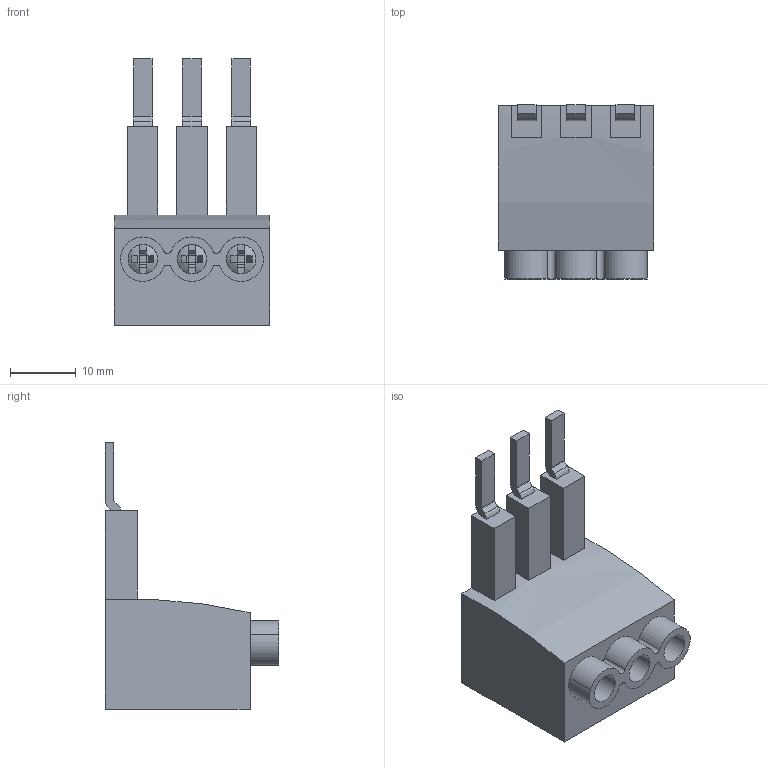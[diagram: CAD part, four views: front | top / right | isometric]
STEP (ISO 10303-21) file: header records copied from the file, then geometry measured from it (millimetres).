
FILE_DESCRIPTION(('HOOPS Exchange Step'),'2;1');
FILE_NAME('export-3C9140C6-D643-41B6-81D8-E16E2DE3BE7B.stp','2023-01-14T16:20:36+01:00',('Engineering'),('Alibre'),'HOOPS Exchange 2021.0','Alibre','Unknown authorisation');
FILE_SCHEMA( ('AP242_MANAGED_MODEL_BASED_3D_ENGINEERING_MIM_LF {1 0 10303 442 1 1 4 }') );
Length unit declared in the file: millimetre
Products named in the file (1): 6203 3RM1920-1AA 3-phase feed-in terminal for Siemens 3RM1 Series Motor Starters
Bounding box: 23.7 x 26.5 x 40.6 mm (x, y, z)
Volume: 8577.8 mm3; surface area: 5103.2 mm2
Topology: 1 solids, 4 shells, 182 faces, 489 edges, 322 vertices
Faces by surface type: plane 114, cylinder 50, sphere 6, torus 6, cone 6
Entity records: 5901 total; most frequent: DIRECTION 1035, CARTESIAN_POINT 995, ORIENTED_EDGE 978, EDGE_CURVE 489, AXIS2_PLACEMENT_3D 362, VERTEX_POINT 322, VECTOR 311, LINE 311
